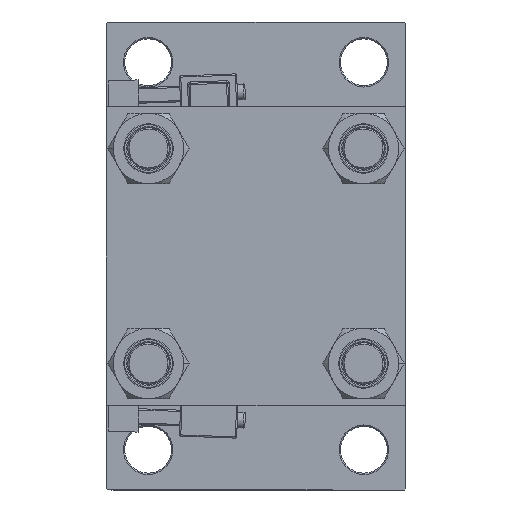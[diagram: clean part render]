
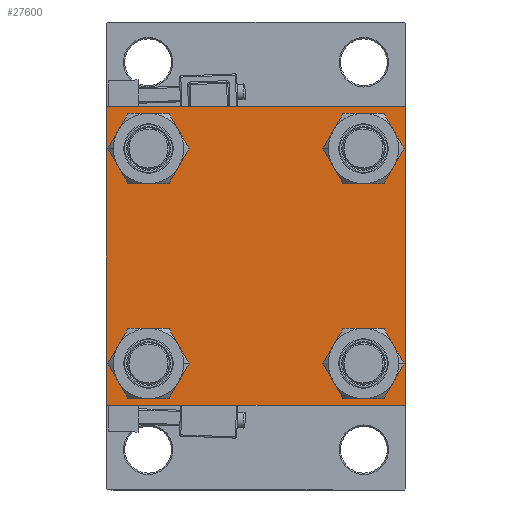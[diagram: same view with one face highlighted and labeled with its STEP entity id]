
A CAD part, left-side view. The second image highlights one B-rep face of the part: STEP entity #27600.
In plain terms, the highlighted planar face has unit normal (-1, 0, 0).
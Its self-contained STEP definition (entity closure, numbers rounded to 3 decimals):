
#1204 = EDGE_CURVE ( 'NONE', #8958, #23972, #33164, .T. ) ;
#1316 = DIRECTION ( 'NONE',  ( 0., -0.707, -0.707 ) ) ;
#1949 = ORIENTED_EDGE ( 'NONE', *, *, #37535, .T. ) ;
#2287 = CARTESIAN_POINT ( 'NONE',  ( 0., 57., 57.5 ) ) ;
#2591 = DIRECTION ( 'NONE',  ( 0., 0., 1. ) ) ;
#2706 = VERTEX_POINT ( 'NONE', #43308 ) ;
#2894 = AXIS2_PLACEMENT_3D ( 'NONE', #6118, #44209, #32626 ) ;
#3253 = EDGE_LOOP ( 'NONE', ( #6889, #42480 ) ) ;
#3975 = CARTESIAN_POINT ( 'NONE',  ( 0., 57.5, 57.5 ) ) ;
#4189 = VERTEX_POINT ( 'NONE', #8747 ) ;
#4754 = CARTESIAN_POINT ( 'NONE',  ( 0., 57., -57.5 ) ) ;
#5326 = DIRECTION ( 'NONE',  ( 1., 0., 0. ) ) ;
#6118 = CARTESIAN_POINT ( 'NONE',  ( 0., 0., 0. ) ) ;
#6202 = DIRECTION ( 'NONE',  ( 0., 0., 1. ) ) ;
#6226 = CIRCLE ( 'NONE', #23151, 8.5 ) ;
#6436 = EDGE_CURVE ( 'NONE', #4189, #13985, #46879, .T. ) ;
#6889 = ORIENTED_EDGE ( 'NONE', *, *, #10323, .T. ) ;
#6954 = DIRECTION ( 'NONE',  ( 1., 0., 0. ) ) ;
#7142 = VERTEX_POINT ( 'NONE', #38099 ) ;
#7293 = ORIENTED_EDGE ( 'NONE', *, *, #6436, .T. ) ;
#8223 = ORIENTED_EDGE ( 'NONE', *, *, #36438, .T. ) ;
#8256 = CARTESIAN_POINT ( 'NONE',  ( 0., 41.35, -41.35 ) ) ;
#8501 = CIRCLE ( 'NONE', #17411, 8.5 ) ;
#8747 = CARTESIAN_POINT ( 'NONE',  ( 0., 41.35, 49.85 ) ) ;
#8893 = PLANE ( 'NONE',  #2894 ) ;
#8958 = VERTEX_POINT ( 'NONE', #30764 ) ;
#10097 = DIRECTION ( 'NONE',  ( 0., 0., 1. ) ) ;
#10323 = EDGE_CURVE ( 'NONE', #23972, #8958, #18167, .T. ) ;
#10660 = CARTESIAN_POINT ( 'NONE',  ( 0., -41.35, -41.35 ) ) ;
#12218 = VECTOR ( 'NONE', #31222, 1000. ) ;
#12399 = CIRCLE ( 'NONE', #47849, 8.5 ) ;
#12875 = AXIS2_PLACEMENT_3D ( 'NONE', #33941, #37724, #6202 ) ;
#13107 = CARTESIAN_POINT ( 'NONE',  ( 0., -57.5, -57. ) ) ;
#13985 = VERTEX_POINT ( 'NONE', #20537 ) ;
#14454 = AXIS2_PLACEMENT_3D ( 'NONE', #16667, #5326, #10097 ) ;
#14576 = ORIENTED_EDGE ( 'NONE', *, *, #42308, .T. ) ;
#15189 = DIRECTION ( 'NONE',  ( 1., 0., 0. ) ) ;
#15590 = VECTOR ( 'NONE', #28783, 1000. ) ;
#15676 = EDGE_CURVE ( 'NONE', #45127, #33807, #45828, .T. ) ;
#15719 = EDGE_CURVE ( 'NONE', #7142, #23253, #41807, .T. ) ;
#16481 = VERTEX_POINT ( 'NONE', #21923 ) ;
#16667 = CARTESIAN_POINT ( 'NONE',  ( 0., -41.35, -41.35 ) ) ;
#17411 = AXIS2_PLACEMENT_3D ( 'NONE', #8256, #24160, #23162 ) ;
#17720 = FACE_BOUND ( 'NONE', #32691, .T. ) ;
#18167 = CIRCLE ( 'NONE', #12875, 8.5 ) ;
#18361 = VERTEX_POINT ( 'NONE', #27488 ) ;
#18675 = DIRECTION ( 'NONE',  ( 0., 0., 1. ) ) ;
#18895 = VECTOR ( 'NONE', #27126, 1000. ) ;
#18949 = EDGE_CURVE ( 'NONE', #36022, #24240, #40451, .T. ) ;
#19053 = LINE ( 'NONE', #45282, #18895 ) ;
#19932 = ORIENTED_EDGE ( 'NONE', *, *, #27984, .T. ) ;
#20298 = DIRECTION ( 'NONE',  ( 0., -1., 0. ) ) ;
#20345 = AXIS2_PLACEMENT_3D ( 'NONE', #41978, #6954, #49064 ) ;
#20537 = CARTESIAN_POINT ( 'NONE',  ( 0., 41.35, 32.85 ) ) ;
#21270 = LINE ( 'NONE', #28831, #49818 ) ;
#21346 = EDGE_CURVE ( 'NONE', #2706, #18361, #12399, .T. ) ;
#21923 = CARTESIAN_POINT ( 'NONE',  ( 0., 41.35, -49.85 ) ) ;
#22065 = EDGE_CURVE ( 'NONE', #24240, #23253, #19053, .T. ) ;
#22236 = EDGE_LOOP ( 'NONE', ( #45549, #19932 ) ) ;
#22764 = CARTESIAN_POINT ( 'NONE',  ( 0., 41.35, -41.35 ) ) ;
#23150 = CARTESIAN_POINT ( 'NONE',  ( 0., -57.5, 57.5 ) ) ;
#23151 = AXIS2_PLACEMENT_3D ( 'NONE', #45635, #42093, #18675 ) ;
#23162 = DIRECTION ( 'NONE',  ( 0., 0., 1. ) ) ;
#23231 = EDGE_LOOP ( 'NONE', ( #1949, #27041, #45806, #28358, #34015, #14576, #39705, #32104 ) ) ;
#23253 = VERTEX_POINT ( 'NONE', #13107 ) ;
#23359 = DIRECTION ( 'NONE',  ( 0., 0., 1. ) ) ;
#23510 = DIRECTION ( 'NONE',  ( 0., 0., 1. ) ) ;
#23595 = CARTESIAN_POINT ( 'NONE',  ( 0., 57.5, -57. ) ) ;
#23972 = VERTEX_POINT ( 'NONE', #26095 ) ;
#24160 = DIRECTION ( 'NONE',  ( 1., 0., 0. ) ) ;
#24240 = VERTEX_POINT ( 'NONE', #36640 ) ;
#24241 = LINE ( 'NONE', #44151, #15590 ) ;
#24498 = CARTESIAN_POINT ( 'NONE',  ( 0., 57.25, 57.25 ) ) ;
#24553 = FACE_BOUND ( 'NONE', #22236, .T. ) ;
#25101 = CARTESIAN_POINT ( 'NONE',  ( 0., -57., 57.5 ) ) ;
#26095 = CARTESIAN_POINT ( 'NONE',  ( 0., -41.35, 49.85 ) ) ;
#26347 = CIRCLE ( 'NONE', #38390, 8.5 ) ;
#26896 = DIRECTION ( 'NONE',  ( 1., 0., 0. ) ) ;
#27041 = ORIENTED_EDGE ( 'NONE', *, *, #34154, .T. ) ;
#27126 = DIRECTION ( 'NONE',  ( 0., -0.707, 0.707 ) ) ;
#27488 = CARTESIAN_POINT ( 'NONE',  ( 0., -41.35, -49.85 ) ) ;
#27508 = CARTESIAN_POINT ( 'NONE',  ( 0., 57.5, 57. ) ) ;
#27600 = ADVANCED_FACE ( 'NONE', ( #46475, #17720, #24553, #47465, #40668 ), #8893, .T. ) ;
#27866 = VECTOR ( 'NONE', #39282, 1000. ) ;
#27903 = EDGE_CURVE ( 'NONE', #45127, #48397, #47154, .T. ) ;
#27984 = EDGE_CURVE ( 'NONE', #16481, #34782, #8501, .T. ) ;
#28358 = ORIENTED_EDGE ( 'NONE', *, *, #22065, .T. ) ;
#28783 = DIRECTION ( 'NONE',  ( 0., 0., -1. ) ) ;
#28831 = CARTESIAN_POINT ( 'NONE',  ( 0., 57.25, -57.25 ) ) ;
#29933 = EDGE_CURVE ( 'NONE', #34782, #16481, #26347, .T. ) ;
#30764 = CARTESIAN_POINT ( 'NONE',  ( 0., -41.35, 32.85 ) ) ;
#31222 = DIRECTION ( 'NONE',  ( 0., -1., 0. ) ) ;
#31458 = VERTEX_POINT ( 'NONE', #23595 ) ;
#32104 = ORIENTED_EDGE ( 'NONE', *, *, #27903, .T. ) ;
#32626 = DIRECTION ( 'NONE',  ( 0., 0., 1. ) ) ;
#32691 = EDGE_LOOP ( 'NONE', ( #38667, #8223 ) ) ;
#33164 = CIRCLE ( 'NONE', #41993, 8.5 ) ;
#33807 = VERTEX_POINT ( 'NONE', #25101 ) ;
#33941 = CARTESIAN_POINT ( 'NONE',  ( 0., -41.35, 41.35 ) ) ;
#34015 = ORIENTED_EDGE ( 'NONE', *, *, #15719, .F. ) ;
#34154 = EDGE_CURVE ( 'NONE', #31458, #36022, #21270, .T. ) ;
#34750 = DIRECTION ( 'NONE',  ( 0., 0., -1. ) ) ;
#34782 = VERTEX_POINT ( 'NONE', #41773 ) ;
#34809 = VECTOR ( 'NONE', #34750, 1000. ) ;
#34917 = VECTOR ( 'NONE', #20298, 1000. ) ;
#36022 = VERTEX_POINT ( 'NONE', #4754 ) ;
#36438 = EDGE_CURVE ( 'NONE', #18361, #2706, #39432, .T. ) ;
#36640 = CARTESIAN_POINT ( 'NONE',  ( 0., -57., -57.5 ) ) ;
#37535 = EDGE_CURVE ( 'NONE', #48397, #31458, #24241, .T. ) ;
#37724 = DIRECTION ( 'NONE',  ( 1., 0., 0. ) ) ;
#38006 = ORIENTED_EDGE ( 'NONE', *, *, #45264, .T. ) ;
#38099 = CARTESIAN_POINT ( 'NONE',  ( 0., -57.5, 57. ) ) ;
#38390 = AXIS2_PLACEMENT_3D ( 'NONE', #22764, #15189, #23510 ) ;
#38667 = ORIENTED_EDGE ( 'NONE', *, *, #21346, .T. ) ;
#39282 = DIRECTION ( 'NONE',  ( 0., 0.707, 0.707 ) ) ;
#39432 = CIRCLE ( 'NONE', #14454, 8.5 ) ;
#39705 = ORIENTED_EDGE ( 'NONE', *, *, #15676, .F. ) ;
#39769 = LINE ( 'NONE', #46819, #27866 ) ;
#40451 = LINE ( 'NONE', #47244, #34917 ) ;
#40668 = FACE_OUTER_BOUND ( 'NONE', #23231, .T. ) ;
#41424 = DIRECTION ( 'NONE',  ( 1., 0., 0. ) ) ;
#41773 = CARTESIAN_POINT ( 'NONE',  ( 0., 41.35, -32.85 ) ) ;
#41807 = LINE ( 'NONE', #23150, #34809 ) ;
#41978 = CARTESIAN_POINT ( 'NONE',  ( 0., 41.35, 41.35 ) ) ;
#41993 = AXIS2_PLACEMENT_3D ( 'NONE', #46766, #26896, #23359 ) ;
#42093 = DIRECTION ( 'NONE',  ( 1., 0., 0. ) ) ;
#42308 = EDGE_CURVE ( 'NONE', #7142, #33807, #39769, .T. ) ;
#42480 = ORIENTED_EDGE ( 'NONE', *, *, #1204, .T. ) ;
#43308 = CARTESIAN_POINT ( 'NONE',  ( 0., -41.35, -32.85 ) ) ;
#43899 = DIRECTION ( 'NONE',  ( 0., 0.707, -0.707 ) ) ;
#44151 = CARTESIAN_POINT ( 'NONE',  ( 0., 57.5, 57.5 ) ) ;
#44209 = DIRECTION ( 'NONE',  ( -1., 0., 0. ) ) ;
#44766 = VECTOR ( 'NONE', #43899, 1000. ) ;
#45127 = VERTEX_POINT ( 'NONE', #2287 ) ;
#45264 = EDGE_CURVE ( 'NONE', #13985, #4189, #6226, .T. ) ;
#45282 = CARTESIAN_POINT ( 'NONE',  ( 0., -57.25, -57.25 ) ) ;
#45549 = ORIENTED_EDGE ( 'NONE', *, *, #29933, .T. ) ;
#45635 = CARTESIAN_POINT ( 'NONE',  ( 0., 41.35, 41.35 ) ) ;
#45806 = ORIENTED_EDGE ( 'NONE', *, *, #18949, .T. ) ;
#45828 = LINE ( 'NONE', #3975, #12218 ) ;
#46475 = FACE_BOUND ( 'NONE', #3253, .T. ) ;
#46766 = CARTESIAN_POINT ( 'NONE',  ( 0., -41.35, 41.35 ) ) ;
#46819 = CARTESIAN_POINT ( 'NONE',  ( 0., -57.25, 57.25 ) ) ;
#46879 = CIRCLE ( 'NONE', #20345, 8.5 ) ;
#47154 = LINE ( 'NONE', #24498, #44766 ) ;
#47244 = CARTESIAN_POINT ( 'NONE',  ( 0., 57.5, -57.5 ) ) ;
#47465 = FACE_BOUND ( 'NONE', #48740, .T. ) ;
#47849 = AXIS2_PLACEMENT_3D ( 'NONE', #10660, #41424, #2591 ) ;
#48397 = VERTEX_POINT ( 'NONE', #27508 ) ;
#48740 = EDGE_LOOP ( 'NONE', ( #7293, #38006 ) ) ;
#49064 = DIRECTION ( 'NONE',  ( 0., 0., 1. ) ) ;
#49818 = VECTOR ( 'NONE', #1316, 1000. ) ;
